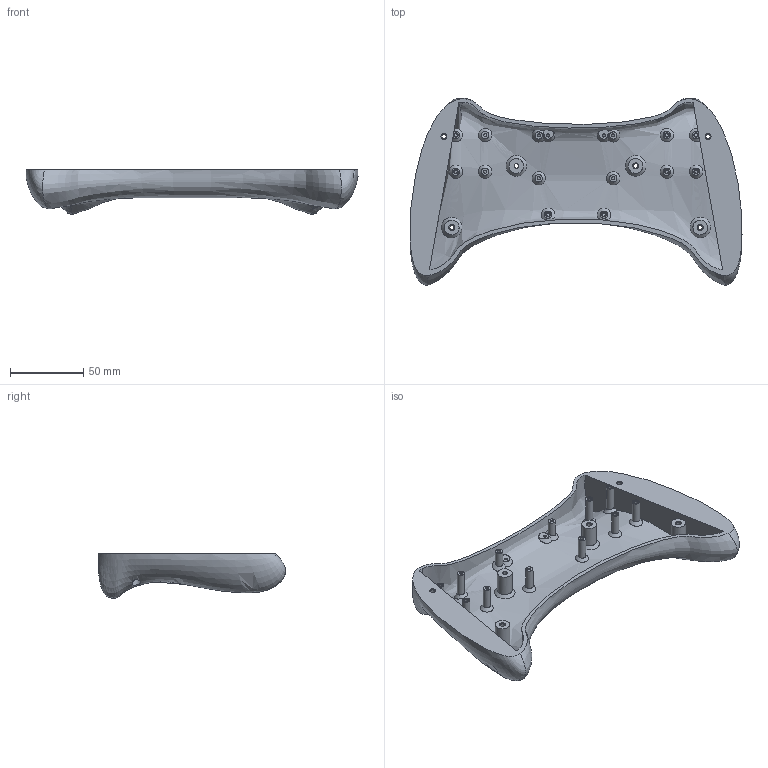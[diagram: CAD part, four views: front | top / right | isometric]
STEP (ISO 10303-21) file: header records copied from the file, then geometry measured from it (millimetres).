
FILE_DESCRIPTION(/* description */ ('STEP AP242','CAx-IF Rec.Pracs.---Representation and Presentation of Product Manufacturing Information (PMI)---4.0---2014-10-13','CAx-IF Rec.Pracs.---3D Tessellated Geometry---0.4---2014-09-14','2;1'),/* implementation_level */ '2;1');
FILE_NAME(/* name */ 'Draft 3 - Bottom',/* time_stamp */ '2025-08-28T08:14:59Z',/* author */ (''),/* organization */ (''),/* preprocessor_version */ 'ST-DEVELOPER v20',/* originating_system */ 'ONSHAPE BY PTC INC, 1.202',/* authorisation */ ' ');
FILE_SCHEMA (('AP242_MANAGED_MODEL_BASED_3D_ENGINEERING_MIM_LF { 1 0 10303 442 1 1 4 }'));
Length unit declared in the file: metre
Products named in the file (1): Bottom
Bounding box: 226.3 x 127.55 x 30.53 mm (x, y, z)
Volume: 132330.9 mm3; surface area: 68768.4 mm2
Topology: 1 solids, 1 shells, 138 faces, 285 edges, 184 vertices
Faces by surface type: cylinder 48, bspline 42, plane 29, cone 19
Full cylindrical faces by diameter (mm): 2.1 x16, 3.1 x6, 5 x12, 6 x6, 10 x4
Entity records: 26358 total; most frequent: CARTESIAN_POINT 24117, ORIENTED_EDGE 358, DIRECTION 348, EDGE_LOOP 268, FACE_BOUND 268, EDGE_CURVE 179, AXIS2_PLACEMENT_3D 170, VERTEX_POINT 161
